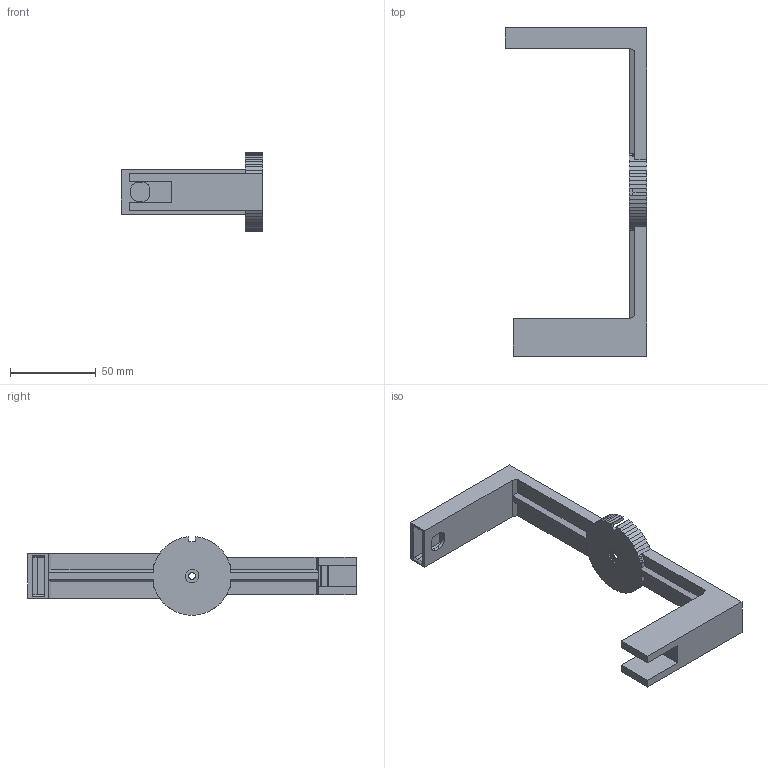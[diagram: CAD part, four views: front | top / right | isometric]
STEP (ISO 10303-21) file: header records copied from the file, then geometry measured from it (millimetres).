
FILE_DESCRIPTION(('STEP AP242'), '1');
FILE_NAME('膼蜬4', '', ('UNSPECIFIED'), ('UNSPECIFIED'), 'C3D Converter', 'C3D Toolkit', '');
FILE_SCHEMA(('AP242_MANAGED_MODEL_BASED_3D_ENGINEERING_MIM_LF { 1 0 10303 442 1 1 4 }'));
Length unit declared in the file: millimetre
Bounding box: 82.5 x 192 x 45.9 mm (x, y, z)
Volume: 79609.7 mm3; surface area: 29303.9 mm2
Topology: 1 solids, 1 shells, 343 faces, 898 edges, 559 vertices
Faces by surface type: plane 333, cylinder 10
Entity records: 13414 total; most frequent: CARTESIAN_POINT 1970, ORIENTED_EDGE 1796, DIRECTION 1613, EDGE_CURVE 898, LINE 843, VECTOR 843, VERTEX_POINT 602, AXIS2_PLACEMENT_3D 385
